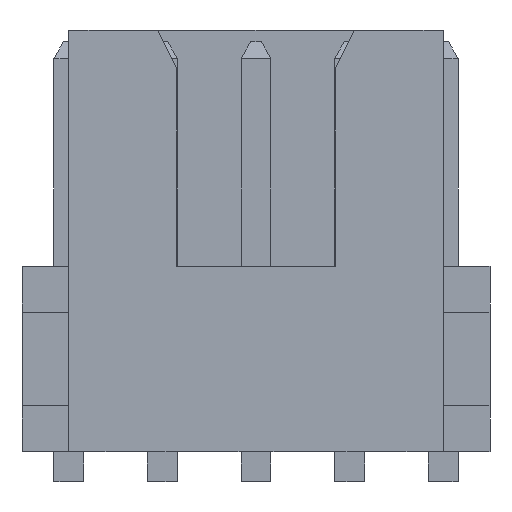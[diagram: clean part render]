
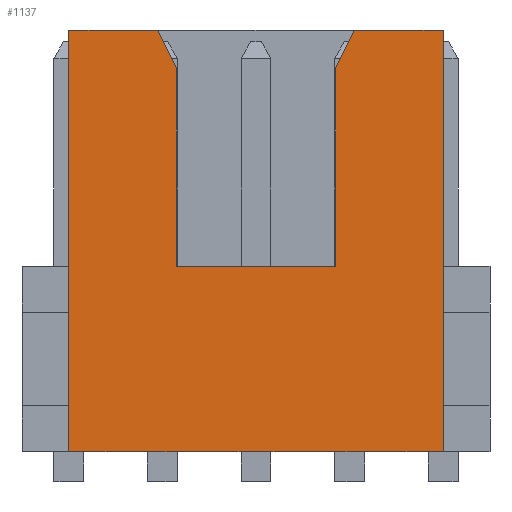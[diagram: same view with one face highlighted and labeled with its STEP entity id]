
A CAD part, front view. The second image highlights one B-rep face of the part: STEP entity #1137.
In plain terms, the highlighted planar face has unit normal (0, -1, 0).
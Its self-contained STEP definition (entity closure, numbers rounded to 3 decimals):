
#48 = VERTEX_POINT('',#49);
#49 = CARTESIAN_POINT('',(-1.08,-2.54,2.921));
#55 = EDGE_CURVE('',#56,#48,#58,.T.);
#56 = VERTEX_POINT('',#57);
#57 = CARTESIAN_POINT('',(1.08,-2.54,2.921));
#58 = LINE('',#59,#60);
#59 = CARTESIAN_POINT('',(2.54,-2.54,2.921));
#60 = VECTOR('',#61,1.);
#61 = DIRECTION('',(-1.,0.,0.));
#1032 = VERTEX_POINT('',#1033);
#1033 = CARTESIAN_POINT('',(-1.08,-2.54,5.613));
#1039 = EDGE_CURVE('',#48,#1032,#1040,.T.);
#1040 = LINE('',#1041,#1042);
#1041 = CARTESIAN_POINT('',(-1.08,-2.54,0.533));
#1042 = VECTOR('',#1043,1.);
#1043 = DIRECTION('',(0.,0.,1.));
#1137 = ADVANCED_FACE('',(#1138),#1268,.T.);
#1138 = FACE_BOUND('',#1139,.T.);
#1139 = EDGE_LOOP('',(#1140,#1141,#1149,#1157,#1165,#1173,#1181,#1189,
    #1197,#1205,#1213,#1221,#1229,#1237,#1245,#1253,#1261,#1267));
#1140 = ORIENTED_EDGE('',*,*,#1039,.T.);
#1141 = ORIENTED_EDGE('',*,*,#1142,.T.);
#1142 = EDGE_CURVE('',#1032,#1143,#1145,.T.);
#1143 = VERTEX_POINT('',#1144);
#1144 = CARTESIAN_POINT('',(-1.334,-2.54,6.121));
#1145 = LINE('',#1146,#1147);
#1146 = CARTESIAN_POINT('',(1.676,-2.54,0.102));
#1147 = VECTOR('',#1148,1.);
#1148 = DIRECTION('',(-0.447,0.,0.894));
#1149 = ORIENTED_EDGE('',*,*,#1150,.T.);
#1150 = EDGE_CURVE('',#1143,#1151,#1153,.T.);
#1151 = VERTEX_POINT('',#1152);
#1152 = CARTESIAN_POINT('',(-2.54,-2.54,6.121));
#1153 = LINE('',#1154,#1155);
#1154 = CARTESIAN_POINT('',(2.54,-2.54,6.121));
#1155 = VECTOR('',#1156,1.);
#1156 = DIRECTION('',(-1.,0.,0.));
#1157 = ORIENTED_EDGE('',*,*,#1158,.T.);
#1158 = EDGE_CURVE('',#1151,#1159,#1161,.T.);
#1159 = VERTEX_POINT('',#1160);
#1160 = CARTESIAN_POINT('',(-2.54,-2.54,0.406));
#1161 = LINE('',#1162,#1163);
#1162 = CARTESIAN_POINT('',(-2.54,-2.54,0.533));
#1163 = VECTOR('',#1164,1.);
#1164 = DIRECTION('',(0.,0.,-1.));
#1165 = ORIENTED_EDGE('',*,*,#1166,.F.);
#1166 = EDGE_CURVE('',#1167,#1159,#1169,.T.);
#1167 = VERTEX_POINT('',#1168);
#1168 = CARTESIAN_POINT('',(-2.337,-2.54,0.406));
#1169 = LINE('',#1170,#1171);
#1170 = CARTESIAN_POINT('',(2.54,-2.54,0.406));
#1171 = VECTOR('',#1172,1.);
#1172 = DIRECTION('',(-1.,0.,0.));
#1173 = ORIENTED_EDGE('',*,*,#1174,.F.);
#1174 = EDGE_CURVE('',#1175,#1167,#1177,.T.);
#1175 = VERTEX_POINT('',#1176);
#1176 = CARTESIAN_POINT('',(-1.473,-2.54,0.406));
#1177 = LINE('',#1178,#1179);
#1178 = CARTESIAN_POINT('',(2.54,-2.54,0.406));
#1179 = VECTOR('',#1180,1.);
#1180 = DIRECTION('',(-1.,0.,0.));
#1181 = ORIENTED_EDGE('',*,*,#1182,.F.);
#1182 = EDGE_CURVE('',#1183,#1175,#1185,.T.);
#1183 = VERTEX_POINT('',#1184);
#1184 = CARTESIAN_POINT('',(-1.067,-2.54,0.406));
#1185 = LINE('',#1186,#1187);
#1186 = CARTESIAN_POINT('',(2.54,-2.54,0.406));
#1187 = VECTOR('',#1188,1.);
#1188 = DIRECTION('',(-1.,0.,0.));
#1189 = ORIENTED_EDGE('',*,*,#1190,.F.);
#1190 = EDGE_CURVE('',#1191,#1183,#1193,.T.);
#1191 = VERTEX_POINT('',#1192);
#1192 = CARTESIAN_POINT('',(-0.203,-2.54,0.406));
#1193 = LINE('',#1194,#1195);
#1194 = CARTESIAN_POINT('',(2.54,-2.54,0.406));
#1195 = VECTOR('',#1196,1.);
#1196 = DIRECTION('',(-1.,0.,0.));
#1197 = ORIENTED_EDGE('',*,*,#1198,.F.);
#1198 = EDGE_CURVE('',#1199,#1191,#1201,.T.);
#1199 = VERTEX_POINT('',#1200);
#1200 = CARTESIAN_POINT('',(0.203,-2.54,0.406));
#1201 = LINE('',#1202,#1203);
#1202 = CARTESIAN_POINT('',(2.54,-2.54,0.406));
#1203 = VECTOR('',#1204,1.);
#1204 = DIRECTION('',(-1.,0.,0.));
#1205 = ORIENTED_EDGE('',*,*,#1206,.F.);
#1206 = EDGE_CURVE('',#1207,#1199,#1209,.T.);
#1207 = VERTEX_POINT('',#1208);
#1208 = CARTESIAN_POINT('',(1.067,-2.54,0.406));
#1209 = LINE('',#1210,#1211);
#1210 = CARTESIAN_POINT('',(2.54,-2.54,0.406));
#1211 = VECTOR('',#1212,1.);
#1212 = DIRECTION('',(-1.,0.,0.));
#1213 = ORIENTED_EDGE('',*,*,#1214,.F.);
#1214 = EDGE_CURVE('',#1215,#1207,#1217,.T.);
#1215 = VERTEX_POINT('',#1216);
#1216 = CARTESIAN_POINT('',(1.473,-2.54,0.406));
#1217 = LINE('',#1218,#1219);
#1218 = CARTESIAN_POINT('',(2.54,-2.54,0.406));
#1219 = VECTOR('',#1220,1.);
#1220 = DIRECTION('',(-1.,0.,0.));
#1221 = ORIENTED_EDGE('',*,*,#1222,.F.);
#1222 = EDGE_CURVE('',#1223,#1215,#1225,.T.);
#1223 = VERTEX_POINT('',#1224);
#1224 = CARTESIAN_POINT('',(2.337,-2.54,0.406));
#1225 = LINE('',#1226,#1227);
#1226 = CARTESIAN_POINT('',(2.54,-2.54,0.406));
#1227 = VECTOR('',#1228,1.);
#1228 = DIRECTION('',(-1.,0.,0.));
#1229 = ORIENTED_EDGE('',*,*,#1230,.F.);
#1230 = EDGE_CURVE('',#1231,#1223,#1233,.T.);
#1231 = VERTEX_POINT('',#1232);
#1232 = CARTESIAN_POINT('',(2.54,-2.54,0.406));
#1233 = LINE('',#1234,#1235);
#1234 = CARTESIAN_POINT('',(2.54,-2.54,0.406));
#1235 = VECTOR('',#1236,1.);
#1236 = DIRECTION('',(-1.,0.,0.));
#1237 = ORIENTED_EDGE('',*,*,#1238,.F.);
#1238 = EDGE_CURVE('',#1239,#1231,#1241,.T.);
#1239 = VERTEX_POINT('',#1240);
#1240 = CARTESIAN_POINT('',(2.54,-2.54,6.121));
#1241 = LINE('',#1242,#1243);
#1242 = CARTESIAN_POINT('',(2.54,-2.54,0.533));
#1243 = VECTOR('',#1244,1.);
#1244 = DIRECTION('',(0.,0.,-1.));
#1245 = ORIENTED_EDGE('',*,*,#1246,.T.);
#1246 = EDGE_CURVE('',#1239,#1247,#1249,.T.);
#1247 = VERTEX_POINT('',#1248);
#1248 = CARTESIAN_POINT('',(1.334,-2.54,6.121));
#1249 = LINE('',#1250,#1251);
#1250 = CARTESIAN_POINT('',(2.54,-2.54,6.121));
#1251 = VECTOR('',#1252,1.);
#1252 = DIRECTION('',(-1.,0.,0.));
#1253 = ORIENTED_EDGE('',*,*,#1254,.T.);
#1254 = EDGE_CURVE('',#1247,#1255,#1257,.T.);
#1255 = VERTEX_POINT('',#1256);
#1256 = CARTESIAN_POINT('',(1.08,-2.54,5.613));
#1257 = LINE('',#1258,#1259);
#1258 = CARTESIAN_POINT('',(-0.66,-2.54,2.134));
#1259 = VECTOR('',#1260,1.);
#1260 = DIRECTION('',(-0.447,0.,-0.894));
#1261 = ORIENTED_EDGE('',*,*,#1262,.T.);
#1262 = EDGE_CURVE('',#1255,#56,#1263,.T.);
#1263 = LINE('',#1264,#1265);
#1264 = CARTESIAN_POINT('',(1.08,-2.54,0.533));
#1265 = VECTOR('',#1266,1.);
#1266 = DIRECTION('',(0.,0.,-1.));
#1267 = ORIENTED_EDGE('',*,*,#55,.T.);
#1268 = PLANE('',#1269);
#1269 = AXIS2_PLACEMENT_3D('',#1270,#1271,#1272);
#1270 = CARTESIAN_POINT('',(2.54,-2.54,0.533));
#1271 = DIRECTION('',(0.,-1.,0.));
#1272 = DIRECTION('',(1.,0.,0.));
